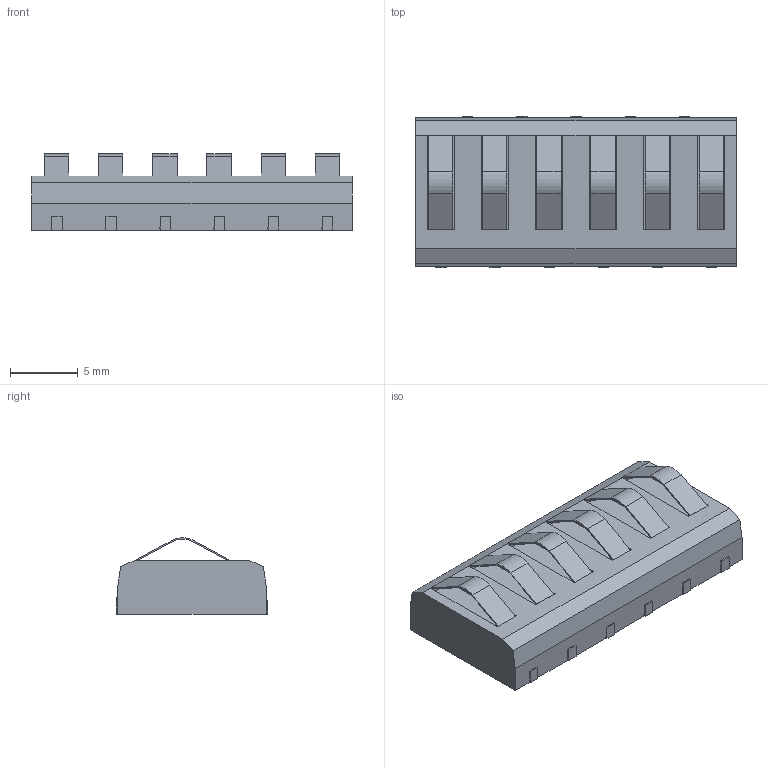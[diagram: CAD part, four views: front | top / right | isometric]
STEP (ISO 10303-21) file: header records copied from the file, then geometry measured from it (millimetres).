
FILE_DESCRIPTION(('FreeCAD Model'),'2;1');
FILE_NAME('Open CASCADE Shape Model','2021-06-01T14:32:14',('Author'),( ''),'Open CASCADE STEP processor 7.5','FreeCAD','Unknown');
FILE_SCHEMA(('AUTOMOTIVE_DESIGN { 1 0 10303 214 1 1 1 1 }'));
Length unit declared in the file: millimetre
Products named in the file (9): _________; JL-6P-4.0PH-5.65H-2_003; JL-6P-4.0PH-5.65H-3_001; JL-6P-4.0PH-5.65H-2_002; JL-6P-4.0PH-5.65H-2_004; JL-6P-4.0PH-5.65H-2_005; JL-6P-4.0PH-5.65H-1_001; JL-6P-4.0PH-5.65H-2_001; JL-6P-4.0PH-5.65H-2_006
Assembly tree (8 placements, depth 2):
  _________
    JL-6P-4.0PH-5.65H-2_003
    JL-6P-4.0PH-5.65H-3_001
    JL-6P-4.0PH-5.65H-2_002
    JL-6P-4.0PH-5.65H-2_004
    JL-6P-4.0PH-5.65H-2_005
    JL-6P-4.0PH-5.65H-1_001
    JL-6P-4.0PH-5.65H-2_001
    JL-6P-4.0PH-5.65H-2_006
Bounding box: 23.7 x 11.2 x 5.65 mm (x, y, z)
Volume: 911.4 mm3; surface area: 1857.5 mm2
Topology: 8 solids, 8 shells, 300 faces, 768 edges, 490 vertices
Faces by surface type: plane 288, cylinder 12
Entity records: 19059 total; most frequent: CARTESIAN_POINT 3103, DIRECTION 2946, LINE 2256, VECTOR 2256, ORIENTED_EDGE 1536, PCURVE 1536, DEFINITIONAL_REPRESENTATION 1536, EDGE_CURVE 768
